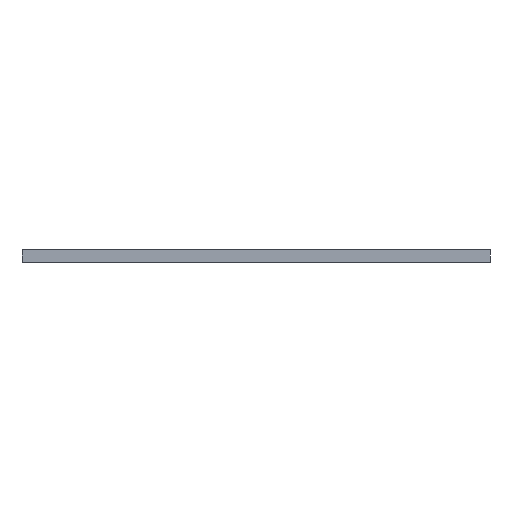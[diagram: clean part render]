
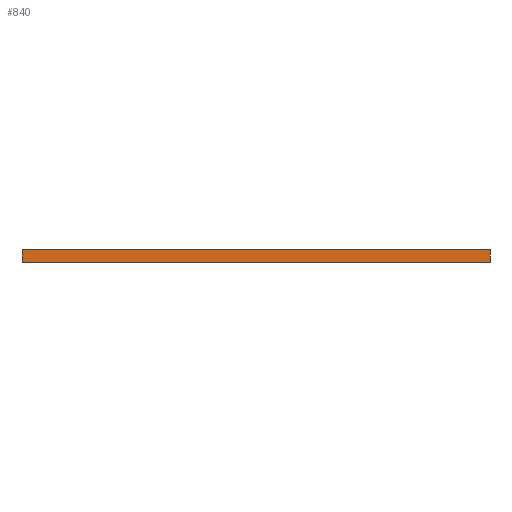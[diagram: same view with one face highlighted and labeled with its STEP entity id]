
A CAD part, left-side view. The second image highlights one B-rep face of the part: STEP entity #840.
In plain terms, the highlighted planar face has unit normal (-1, 0, 0).
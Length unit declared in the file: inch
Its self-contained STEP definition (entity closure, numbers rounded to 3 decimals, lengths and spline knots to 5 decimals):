
#35 = DIRECTION ( 'NONE',  ( 0., 1., 0. ) ) ;
#53 = DIRECTION ( 'NONE',  ( 0., 0., -1. ) ) ;
#65 = VECTOR ( 'NONE', #53, 39.37008 ) ;
#75 = EDGE_LOOP ( 'NONE', ( #423, #180, #555, #381 ) ) ;
#95 = VERTEX_POINT ( 'NONE', #491 ) ;
#150 = VECTOR ( 'NONE', #35, 39.37008 ) ;
#180 = ORIENTED_EDGE ( 'NONE', *, *, #1019, .F. ) ;
#181 = CARTESIAN_POINT ( 'NONE',  ( -4.492, 2.35, 0.125 ) ) ;
#199 = EDGE_CURVE ( 'NONE', #572, #902, #551, .T. ) ;
#244 = CARTESIAN_POINT ( 'NONE',  ( -4.492, 0., 0.125 ) ) ;
#289 = EDGE_CURVE ( 'NONE', #95, #902, #667, .T. ) ;
#321 = CARTESIAN_POINT ( 'NONE',  ( -4.492, 2.35, 0. ) ) ;
#381 = ORIENTED_EDGE ( 'NONE', *, *, #199, .T. ) ;
#397 = CARTESIAN_POINT ( 'NONE',  ( -4.492, 2.35, 0.125 ) ) ;
#423 = ORIENTED_EDGE ( 'NONE', *, *, #289, .F. ) ;
#491 = CARTESIAN_POINT ( 'NONE',  ( -4.492, -2.35, 0. ) ) ;
#500 = PLANE ( 'NONE',  #892 ) ;
#513 = CARTESIAN_POINT ( 'NONE',  ( -4.492, 0., 0.125 ) ) ;
#530 = DIRECTION ( 'NONE',  ( 0., 1., 0. ) ) ;
#551 = LINE ( 'NONE', #397, #698 ) ;
#555 = ORIENTED_EDGE ( 'NONE', *, *, #996, .T. ) ;
#572 = VERTEX_POINT ( 'NONE', #181 ) ;
#597 = DIRECTION ( 'NONE',  ( -1., 0., 0. ) ) ;
#620 = CARTESIAN_POINT ( 'NONE',  ( -4.492, -2.35, 0.125 ) ) ;
#667 = LINE ( 'NONE', #1188, #150 ) ;
#677 = DIRECTION ( 'NONE',  ( 0., 0., -1. ) ) ;
#697 = FACE_OUTER_BOUND ( 'NONE', #75, .T. ) ;
#698 = VECTOR ( 'NONE', #677, 39.37008 ) ;
#749 = VECTOR ( 'NONE', #530, 39.37008 ) ;
#813 = LINE ( 'NONE', #244, #749 ) ;
#840 = ADVANCED_FACE ( 'NONE', ( #697 ), #500, .T. ) ;
#862 = DIRECTION ( 'NONE',  ( 0., -1., 0. ) ) ;
#892 = AXIS2_PLACEMENT_3D ( 'NONE', #513, #597, #862 ) ;
#902 = VERTEX_POINT ( 'NONE', #321 ) ;
#945 = VERTEX_POINT ( 'NONE', #1189 ) ;
#996 = EDGE_CURVE ( 'NONE', #945, #572, #813, .T. ) ;
#1019 = EDGE_CURVE ( 'NONE', #945, #95, #1099, .T. ) ;
#1099 = LINE ( 'NONE', #620, #65 ) ;
#1188 = CARTESIAN_POINT ( 'NONE',  ( -4.492, 0., 0. ) ) ;
#1189 = CARTESIAN_POINT ( 'NONE',  ( -4.492, -2.35, 0.125 ) ) ;
